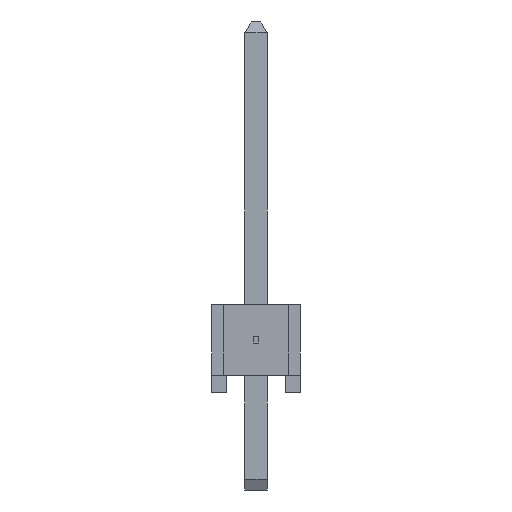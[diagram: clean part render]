
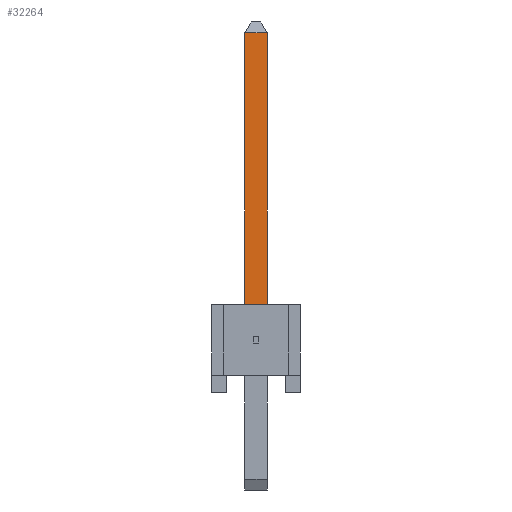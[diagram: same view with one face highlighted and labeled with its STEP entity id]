
A CAD part, left-side view. The second image highlights one B-rep face of the part: STEP entity #32264.
In plain terms, the highlighted planar face has unit normal (-1, 0, 0).
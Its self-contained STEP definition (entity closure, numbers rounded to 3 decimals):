
#32264 = ADVANCED_FACE('',(#32265),#32299,.F.);
#32265 = FACE_BOUND('',#32266,.T.);
#32266 = EDGE_LOOP('',(#32267,#32277,#32285,#32293));
#32267 = ORIENTED_EDGE('',*,*,#32268,.T.);
#32268 = EDGE_CURVE('',#32269,#32271,#32273,.T.);
#32269 = VERTEX_POINT('',#32270);
#32270 = CARTESIAN_POINT('',(-32.068,13.157,0.318));
#32271 = VERTEX_POINT('',#32272);
#32272 = CARTESIAN_POINT('',(-32.068,13.157,-0.318));
#32273 = LINE('',#32274,#32275);
#32274 = CARTESIAN_POINT('',(-32.068,13.157,2.54));
#32275 = VECTOR('',#32276,1.);
#32276 = DIRECTION('',(0.,0.,-1.));
#32277 = ORIENTED_EDGE('',*,*,#32278,.T.);
#32278 = EDGE_CURVE('',#32271,#32279,#32281,.T.);
#32279 = VERTEX_POINT('',#32280);
#32280 = CARTESIAN_POINT('',(-32.068,4.191,-0.318));
#32281 = LINE('',#32282,#32283);
#32282 = CARTESIAN_POINT('',(-32.068,13.462,-0.318));
#32283 = VECTOR('',#32284,1.);
#32284 = DIRECTION('',(0.,-1.,0.));
#32285 = ORIENTED_EDGE('',*,*,#32286,.F.);
#32286 = EDGE_CURVE('',#32287,#32279,#32289,.T.);
#32287 = VERTEX_POINT('',#32288);
#32288 = CARTESIAN_POINT('',(-32.068,4.191,0.318));
#32289 = LINE('',#32290,#32291);
#32290 = CARTESIAN_POINT('',(-32.068,4.191,0.318));
#32291 = VECTOR('',#32292,1.);
#32292 = DIRECTION('',(0.,0.,-1.));
#32293 = ORIENTED_EDGE('',*,*,#32294,.F.);
#32294 = EDGE_CURVE('',#32269,#32287,#32295,.T.);
#32295 = LINE('',#32296,#32297);
#32296 = CARTESIAN_POINT('',(-32.068,13.462,0.318));
#32297 = VECTOR('',#32298,1.);
#32298 = DIRECTION('',(0.,-1.,0.));
#32299 = PLANE('',#32300);
#32300 = AXIS2_PLACEMENT_3D('',#32301,#32302,#32303);
#32301 = CARTESIAN_POINT('',(-32.068,13.462,0.318));
#32302 = DIRECTION('',(1.,0.,0.));
#32303 = DIRECTION('',(0.,0.,-1.));
